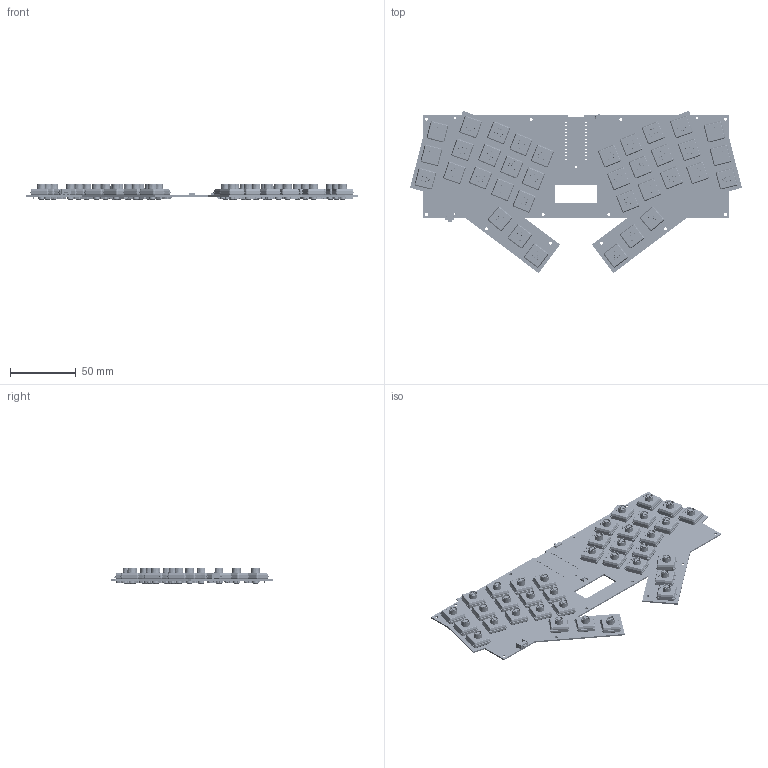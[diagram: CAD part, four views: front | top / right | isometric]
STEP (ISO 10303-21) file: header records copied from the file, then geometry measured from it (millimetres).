
FILE_DESCRIPTION(('KiCad electronic assembly'),'2;1');
FILE_NAME('Alias.step','2024-04-29T12:44:30',('Pcbnew'),('Kicad'), 'Open CASCADE STEP processor 7.7','KiCad to STEP converter','Unknown' );
FILE_SCHEMA(('AUTOMOTIVE_DESIGN { 1 0 10303 214 1 1 1 1 }'));
Length unit declared in the file: millimetre
Products named in the file (12): Alias 1; 781710002; 781710002wbm000_01; PCM12SMTR--3DModel-STEP-56544; PCM12SMTR; SKHLLC; Kailh_choc_v2; Kailh_PG1352; PG1350-socket; PG1350; Alias_render_PCB
Assembly tree (81 placements, depth 3):
  Alias 1
    781710002
      781710002wbm000_01
    PCM12SMTR--3DModel-STEP-56544
      PCM12SMTR
    SKHLLC
      SKHLLC
    Kailh_choc_v2  x36
      Kailh_PG1352
    PG1350-socket  x36
      PG1350
    Alias_render_PCB
Bounding box: 252.59 x 123.49 x 11.9 mm (x, y, z)
Volume: 63620.8 mm3; surface area: 89335.5 mm2
Topology: 226 solids, 226 shells, 19107 faces, 47399 edges, 29367 vertices
Faces by surface type: plane 11334, cylinder 4299, bspline 1620, cone 1084, torus 550, revolution 216, sphere 4
Full cylindrical faces by diameter (mm): 1 x2, 1.092 x24, 1.3 x2, 1.6 x36, 1.9 x72, 2.2 x15, 3 x72, 5 x36
Entity records: 44122 total; most frequent: CARTESIAN_POINT 8961, DIRECTION 7085, ORIENTED_EDGE 7010, EDGE_CURVE 3505, AXIS2_PLACEMENT_3D 2392, LINE 2295, VECTOR 2295, VERTEX_POINT 2242
